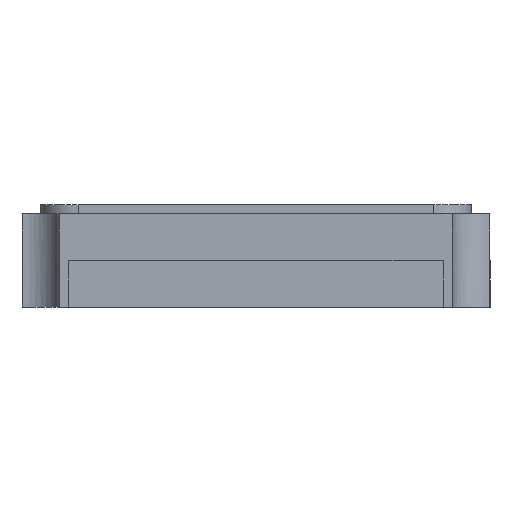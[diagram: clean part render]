
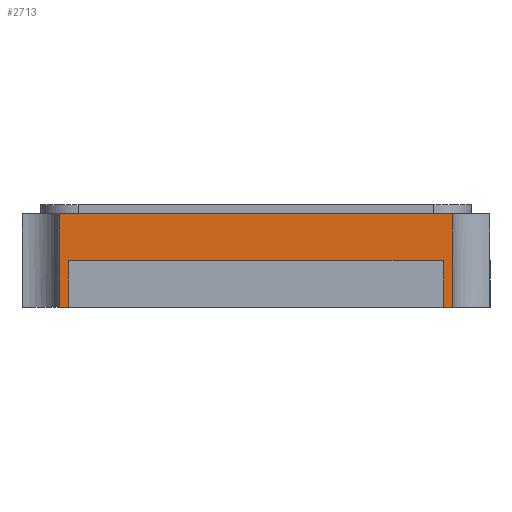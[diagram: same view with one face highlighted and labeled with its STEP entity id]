
A CAD part, left-side view. The second image highlights one B-rep face of the part: STEP entity #2713.
In plain terms, the highlighted planar face has unit normal (-1, 0, 0).
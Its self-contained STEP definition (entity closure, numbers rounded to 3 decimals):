
#67 = CARTESIAN_POINT ( 'NONE',  ( 0., 2.3, 0.5 ) ) ;
#149 = CARTESIAN_POINT ( 'NONE',  ( 0., 0., 0. ) ) ;
#180 = CARTESIAN_POINT ( 'NONE',  ( 0., 2.25, 0.25 ) ) ;
#425 = CARTESIAN_POINT ( 'NONE',  ( 0., 2.3, 0. ) ) ;
#602 = PLANE ( 'NONE',  #9391 ) ;
#705 = VECTOR ( 'NONE', #4219, 1000. ) ;
#710 = LINE ( 'NONE', #4489, #2196 ) ;
#791 = VERTEX_POINT ( 'NONE', #2371 ) ;
#1291 = CARTESIAN_POINT ( 'NONE',  ( 0., 0., 0.5 ) ) ;
#1553 = EDGE_CURVE ( 'NONE', #5838, #3385, #2547, .T. ) ;
#1774 = VERTEX_POINT ( 'NONE', #6374 ) ;
#1932 = EDGE_CURVE ( 'NONE', #3385, #3259, #4241, .T. ) ;
#2087 = DIRECTION ( 'NONE',  ( 1., 0., 0. ) ) ;
#2122 = VERTEX_POINT ( 'NONE', #67 ) ;
#2196 = VECTOR ( 'NONE', #5220, 1000. ) ;
#2371 = CARTESIAN_POINT ( 'NONE',  ( 0., 2.25, 0. ) ) ;
#2547 = LINE ( 'NONE', #4214, #3138 ) ;
#2713 = ADVANCED_FACE ( 'NONE', ( #5257 ), #602, .F. ) ;
#2795 = LINE ( 'NONE', #5930, #705 ) ;
#2832 = DIRECTION ( 'NONE',  ( 0., -1., 0. ) ) ;
#3057 = CARTESIAN_POINT ( 'NONE',  ( 0., 2.25, 0. ) ) ;
#3138 = VECTOR ( 'NONE', #6501, 1000. ) ;
#3213 = ORIENTED_EDGE ( 'NONE', *, *, #8935, .T. ) ;
#3259 = VERTEX_POINT ( 'NONE', #180 ) ;
#3385 = VERTEX_POINT ( 'NONE', #8011 ) ;
#3431 = ORIENTED_EDGE ( 'NONE', *, *, #4556, .F. ) ;
#3610 = DIRECTION ( 'NONE',  ( 0., 0., -1. ) ) ;
#3663 = CARTESIAN_POINT ( 'NONE',  ( 0., 0., 0. ) ) ;
#3777 = VERTEX_POINT ( 'NONE', #425 ) ;
#3881 = ORIENTED_EDGE ( 'NONE', *, *, #4453, .T. ) ;
#4214 = CARTESIAN_POINT ( 'NONE',  ( 0., 0.25, 0. ) ) ;
#4219 = DIRECTION ( 'NONE',  ( 0., 0., 1. ) ) ;
#4241 = LINE ( 'NONE', #9770, #7421 ) ;
#4453 = EDGE_CURVE ( 'NONE', #3777, #791, #710, .T. ) ;
#4489 = CARTESIAN_POINT ( 'NONE',  ( 0., 0., 0. ) ) ;
#4556 = EDGE_CURVE ( 'NONE', #3259, #791, #7639, .T. ) ;
#5097 = VERTEX_POINT ( 'NONE', #5866 ) ;
#5220 = DIRECTION ( 'NONE',  ( 0., -1., 0. ) ) ;
#5257 = FACE_OUTER_BOUND ( 'NONE', #8105, .T. ) ;
#5319 = VECTOR ( 'NONE', #9556, 1000. ) ;
#5414 = ORIENTED_EDGE ( 'NONE', *, *, #1553, .F. ) ;
#5526 = LINE ( 'NONE', #149, #9247 ) ;
#5805 = EDGE_CURVE ( 'NONE', #3777, #2122, #2795, .T. ) ;
#5838 = VERTEX_POINT ( 'NONE', #5986 ) ;
#5866 = CARTESIAN_POINT ( 'NONE',  ( 0., 0.2, 0.5 ) ) ;
#5930 = CARTESIAN_POINT ( 'NONE',  ( 0., 2.3, 0. ) ) ;
#5986 = CARTESIAN_POINT ( 'NONE',  ( 0., 0.25, 0. ) ) ;
#6147 = DIRECTION ( 'NONE',  ( 0., 0., -1. ) ) ;
#6374 = CARTESIAN_POINT ( 'NONE',  ( 0., 0.2, 0. ) ) ;
#6423 = LINE ( 'NONE', #9501, #5319 ) ;
#6501 = DIRECTION ( 'NONE',  ( 0., 0., 1. ) ) ;
#6740 = ORIENTED_EDGE ( 'NONE', *, *, #7609, .F. ) ;
#6789 = VECTOR ( 'NONE', #6147, 1000. ) ;
#6819 = ORIENTED_EDGE ( 'NONE', *, *, #1932, .F. ) ;
#7039 = ORIENTED_EDGE ( 'NONE', *, *, #5805, .F. ) ;
#7421 = VECTOR ( 'NONE', #7654, 1000. ) ;
#7609 = EDGE_CURVE ( 'NONE', #2122, #5097, #9931, .T. ) ;
#7639 = LINE ( 'NONE', #3057, #6789 ) ;
#7654 = DIRECTION ( 'NONE',  ( 0., 1., 0. ) ) ;
#8011 = CARTESIAN_POINT ( 'NONE',  ( 0., 0.25, 0.25 ) ) ;
#8105 = EDGE_LOOP ( 'NONE', ( #3881, #3431, #6819, #5414, #3213, #9000, #6740, #7039 ) ) ;
#8375 = EDGE_CURVE ( 'NONE', #1774, #5097, #6423, .T. ) ;
#8584 = VECTOR ( 'NONE', #2832, 1000. ) ;
#8648 = DIRECTION ( 'NONE',  ( 0., -1., 0. ) ) ;
#8935 = EDGE_CURVE ( 'NONE', #5838, #1774, #5526, .T. ) ;
#9000 = ORIENTED_EDGE ( 'NONE', *, *, #8375, .T. ) ;
#9247 = VECTOR ( 'NONE', #8648, 1000. ) ;
#9391 = AXIS2_PLACEMENT_3D ( 'NONE', #3663, #2087, #3610 ) ;
#9501 = CARTESIAN_POINT ( 'NONE',  ( 0., 0.2, 0. ) ) ;
#9556 = DIRECTION ( 'NONE',  ( 0., 0., 1. ) ) ;
#9770 = CARTESIAN_POINT ( 'NONE',  ( 0., 0.25, 0.25 ) ) ;
#9931 = LINE ( 'NONE', #1291, #8584 ) ;
